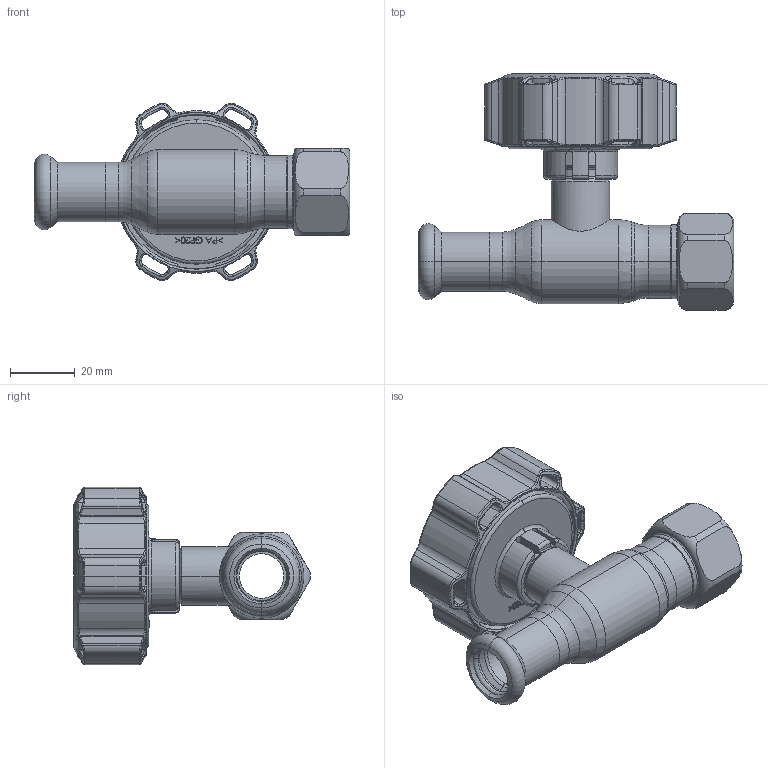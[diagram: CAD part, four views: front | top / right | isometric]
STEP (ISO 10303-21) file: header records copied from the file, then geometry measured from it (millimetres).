
FILE_DESCRIPTION (( 'STEP AP214' ), '1' );
FILE_NAME ('1010001010-1200.step', '2024-01-15T11:16:03', ( '' ), ( '' ), 'SwSTEP 2.0', 'SolidWorks 2021', '' );
FILE_SCHEMA (( 'AUTOMOTIVE_DESIGN' ));
Length unit declared in the file: millimetre
Products named in the file (1): 1010001010-1200
Bounding box: 97.2 x 72.9 x 54.57 mm (x, y, z)
Surface area: 25713.5 mm2 (no closed solid volume)
Topology: 0 solids, 9 shells, 545 faces, 1598 edges, 1036 vertices
Faces by surface type: bspline 181, cylinder 131, plane 96, torus 83, cone 54
Entity records: 34364 total; most frequent: CARTESIAN_POINT 15634, ORIENTED_EDGE 2841, DIRECTION 2212, EDGE_CURVE 1598, VERTEX_POINT 1036, AXIS2_PLACEMENT_3D 891, B_SPLINE_CURVE_WITH_KNOTS 612, EDGE_LOOP 579
